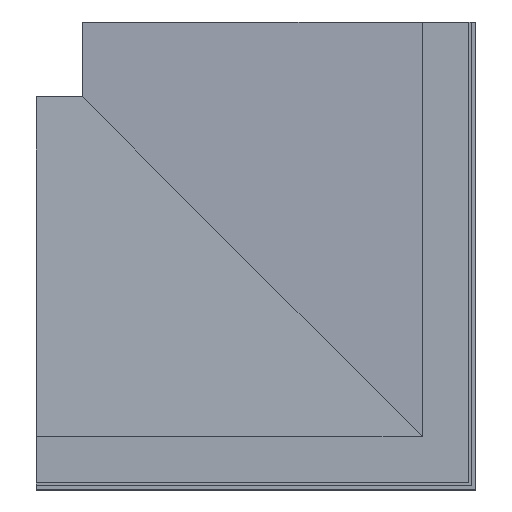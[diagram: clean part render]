
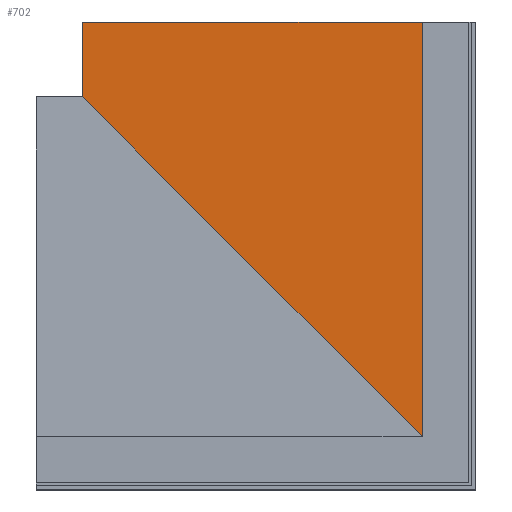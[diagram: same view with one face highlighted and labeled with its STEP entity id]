
A CAD part, top view. The second image highlights one B-rep face of the part: STEP entity #702.
In plain terms, the highlighted planar face has unit normal (-0.041, 0, 0.999).
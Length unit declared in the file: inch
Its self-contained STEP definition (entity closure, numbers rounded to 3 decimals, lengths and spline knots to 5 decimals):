
#44=FACE_OUTER_BOUND('',#81,.T.);
#81=EDGE_LOOP('',(#601,#602,#603,#604));
#126=LINE('',#1013,#223);
#157=LINE('',#1074,#254);
#166=LINE('',#1091,#263);
#180=LINE('',#1117,#277);
#223=VECTOR('',#818,0.3937);
#254=VECTOR('',#877,0.3937);
#263=VECTOR('',#888,0.3937);
#277=VECTOR('',#914,0.3937);
#313=VERTEX_POINT('',#1010);
#314=VERTEX_POINT('',#1012);
#330=VERTEX_POINT('',#1073);
#337=VERTEX_POINT('',#1089);
#382=EDGE_CURVE('',#314,#313,#126,.F.);
#413=EDGE_CURVE('',#330,#314,#157,.T.);
#422=EDGE_CURVE('',#313,#337,#166,.T.);
#436=EDGE_CURVE('',#330,#337,#180,.T.);
#601=ORIENTED_EDGE('',*,*,#422,.T.);
#602=ORIENTED_EDGE('',*,*,#436,.F.);
#603=ORIENTED_EDGE('',*,*,#413,.T.);
#604=ORIENTED_EDGE('',*,*,#382,.T.);
#665=PLANE('',#753);
#702=ADVANCED_FACE('',(#44),#665,.F.);
#753=AXIS2_PLACEMENT_3D('',#1116,#912,#913);
#818=DIRECTION('',(0.,1.,0.));
#877=DIRECTION('',(-0.999,0.,-0.041));
#888=DIRECTION('',(0.707,-0.707,0.029));
#912=DIRECTION('center_axis',(0.041,0.,-0.999));
#913=DIRECTION('ref_axis',(0.999,0.,0.041));
#914=DIRECTION('',(0.,-1.,0.));
#1010=CARTESIAN_POINT('',(-27.75,27.87495,101.09153));
#1012=CARTESIAN_POINT('',(-27.75,34.49995,101.09153));
#1013=CARTESIAN_POINT('',(-27.75,158.5,101.09153));
#1073=CARTESIAN_POINT('',(2.25,34.49995,102.31104));
#1074=CARTESIAN_POINT('',(-19.29652,34.49995,101.43517));
#1089=CARTESIAN_POINT('',(2.25,-2.12505,102.31104));
#1091=CARTESIAN_POINT('',(-21.75104,21.87599,101.33539));
#1116=CARTESIAN_POINT('Origin',(-28.,158.5,101.08137));
#1117=CARTESIAN_POINT('',(2.25,158.5,102.31104));
